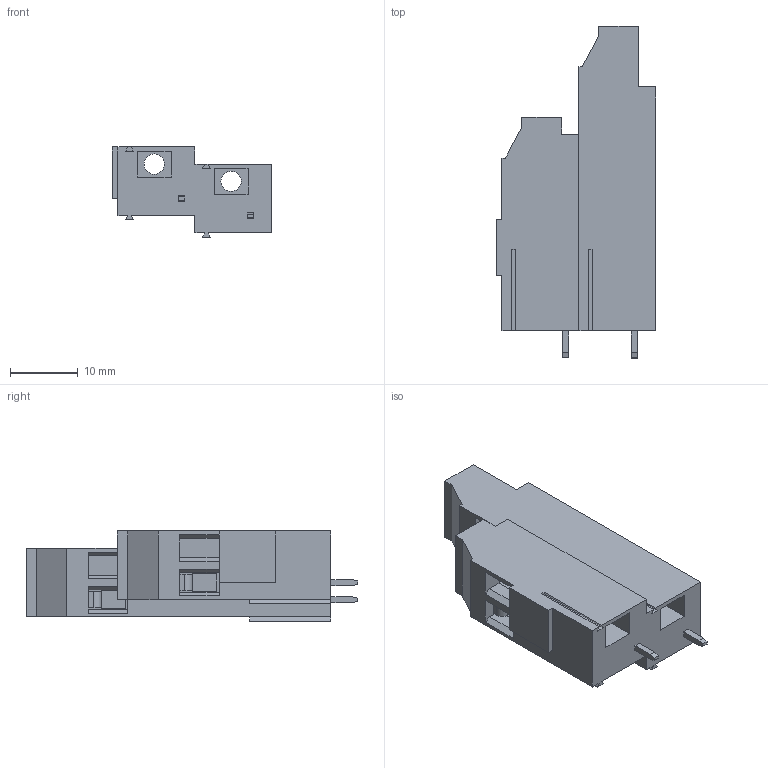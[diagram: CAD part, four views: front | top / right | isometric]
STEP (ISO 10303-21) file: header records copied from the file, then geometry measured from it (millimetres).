
FILE_DESCRIPTION( ( 'Unknown' ), '1' );
FILE_NAME( '691234610002.stp', 'Unknown', ( 'Unknown' ), ( 'Unknown' ), 'PSStep 18.0.17', 'Unknown', ' ' );
FILE_SCHEMA( ( 'AUTOMOTIVE_DESIGN { 1 0 10303 214 1 1 1 1 }' ) );
Length unit declared in the file: millimetre
Products named in the file (2): Assem1; MRT18P10.16_1AV03
Assembly tree (1 placements, depth 2):
  Assem1
    MRT18P10.16_1AV03
Bounding box: 23.55 x 49 x 13.3 mm (x, y, z)
Volume: 6503.1 mm3; surface area: 5077.9 mm2
Topology: 1 solids, 1 shells, 133 faces, 368 edges, 245 vertices
Faces by surface type: plane 125, cylinder 8
Full cylindrical faces by diameter (mm): 3 x2, 4 x4
Entity records: 5246 total; most frequent: CARTESIAN_POINT 738, ORIENTED_EDGE 720, DIRECTION 652, EDGE_CURVE 360, LINE 338, VECTOR 338, VERTEX_POINT 243, AXIS2_PLACEMENT_3D 157
